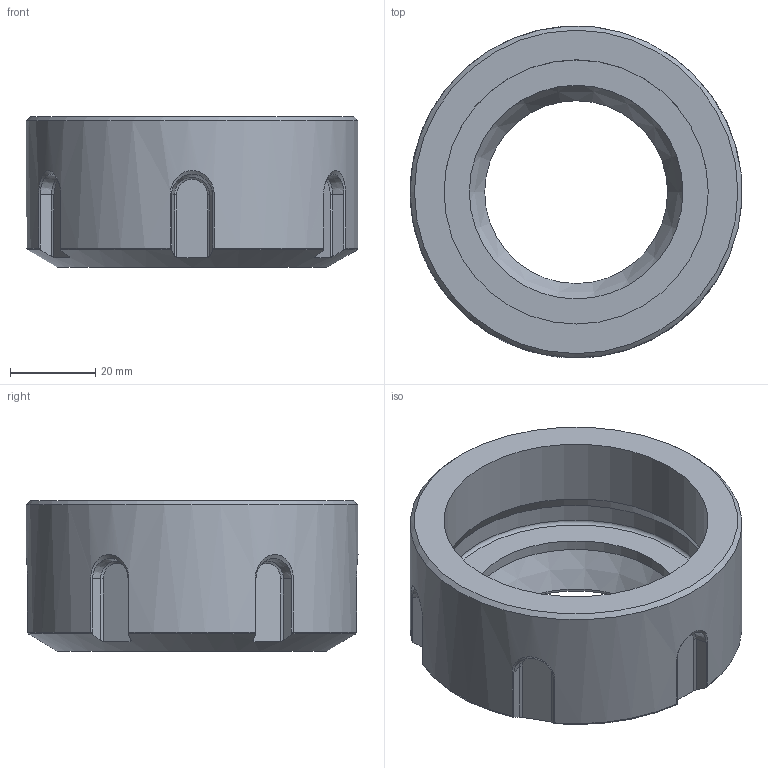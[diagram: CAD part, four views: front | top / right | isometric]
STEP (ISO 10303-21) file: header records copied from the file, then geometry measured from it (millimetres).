
FILE_DESCRIPTION(/* description */ (''),/* implementation_level */ '2;1');
FILE_NAME(/* name */ '345000000.stp',/* time_stamp */ '2021-01-08T12:48:31',/* author */ ('LRA'),/* organization */ ('REGO-FIX'),/* preprocessor_version */ ' Unknown',/* originating_system */ 'SIEMENS PLM Software Solid Edge ST10',/* authorization */ 'Unknown');
FILE_SCHEMA (('AUTOMOTIVE_DESIGN { 1 0 10303 214 2 1 1}'));
Length unit declared in the file: millimetre
Products named in the file (1): NOCUT
Bounding box: 77.64 x 77.7 x 35.3 mm (x, y, z)
Volume: 66704.4 mm3; surface area: 21249.7 mm2
Topology: 1 solids, 1 shells, 81 faces, 202 edges, 125 vertices
Faces by surface type: plane 46, cone 28, cylinder 5, torus 2
Full cylindrical faces by diameter (mm): 42.8 x1, 50 x1, 61.835 x1, 64.5 x1, 77.7 x1
Entity records: 2979 total; most frequent: CARTESIAN_POINT 467, DIRECTION 426, ORIENTED_EDGE 376, EDGE_CURVE 188, AXIS2_PLACEMENT_3D 165, VERTEX_POINT 122, LINE 96, VECTOR 96
